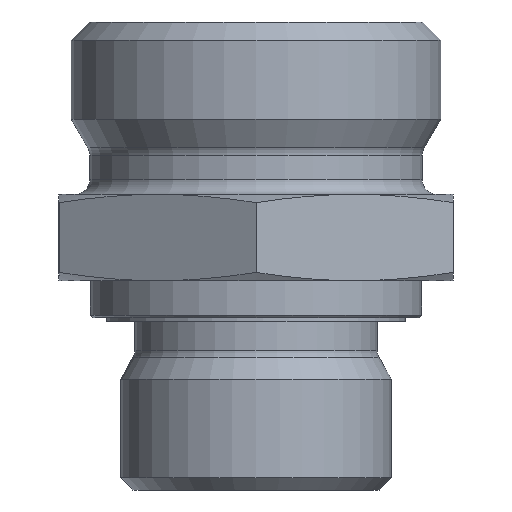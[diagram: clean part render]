
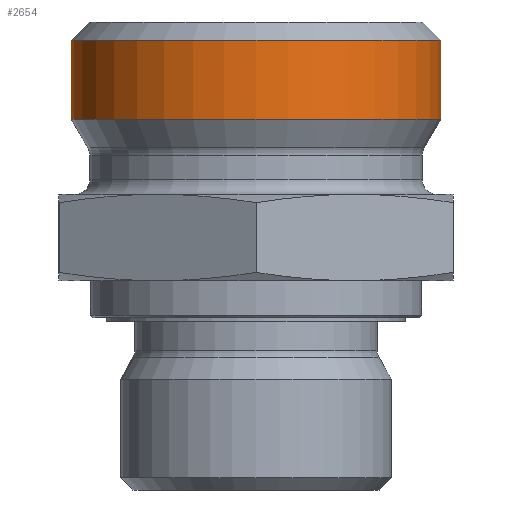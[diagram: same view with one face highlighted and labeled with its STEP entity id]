
A CAD part, front view. The second image highlights one B-rep face of the part: STEP entity #2654.
In plain terms, the highlighted cylindrical face has radius 15 mm (diameter 30 mm), a full revolution.
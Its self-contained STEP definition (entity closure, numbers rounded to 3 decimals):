
#2608=CARTESIAN_POINT('',(9.566,6.145,30.098));
#2609=VERTEX_POINT('',#2608);
#2610=CARTESIAN_POINT('',(-5.434,6.145,30.098));
#2611=DIRECTION('',(0.0,0.0,-1.0));
#2612=DIRECTION('',(-1.0,0.0,0.0));
#2613=AXIS2_PLACEMENT_3D('',#2610,#2611,#2612);
#2614=CIRCLE('',#2613,15.0);
#2615=EDGE_CURVE('',#2609,#2609,#2614,.T.);
#2635=CARTESIAN_POINT('',(-5.434,6.145,38.0));
#2636=DIRECTION('',(0.0,0.0,-1.0));
#2637=DIRECTION('',(-1.0,0.0,0.0));
#2638=AXIS2_PLACEMENT_3D('',#2635,#2636,#2637);
#2639=CYLINDRICAL_SURFACE('',#2638,15.0);
#2640=CARTESIAN_POINT('',(9.566,6.145,36.5));
#2641=VERTEX_POINT('',#2640);
#2642=CARTESIAN_POINT('',(-5.434,6.145,36.5));
#2643=DIRECTION('',(0.0,0.0,1.0));
#2644=DIRECTION('',(-1.0,0.0,0.0));
#2645=AXIS2_PLACEMENT_3D('',#2642,#2643,#2644);
#2646=CIRCLE('',#2645,15.0);
#2647=EDGE_CURVE('',#2641,#2641,#2646,.T.);
#2648=ORIENTED_EDGE('',*,*,#2647,.F.);
#2649=EDGE_LOOP('',(#2648));
#2650=FACE_OUTER_BOUND('',#2649,.T.);
#2651=ORIENTED_EDGE('',*,*,#2615,.F.);
#2652=EDGE_LOOP('',(#2651));
#2653=FACE_BOUND('',#2652,.T.);
#2654=ADVANCED_FACE('',(#2650,#2653),#2639,.T.);
